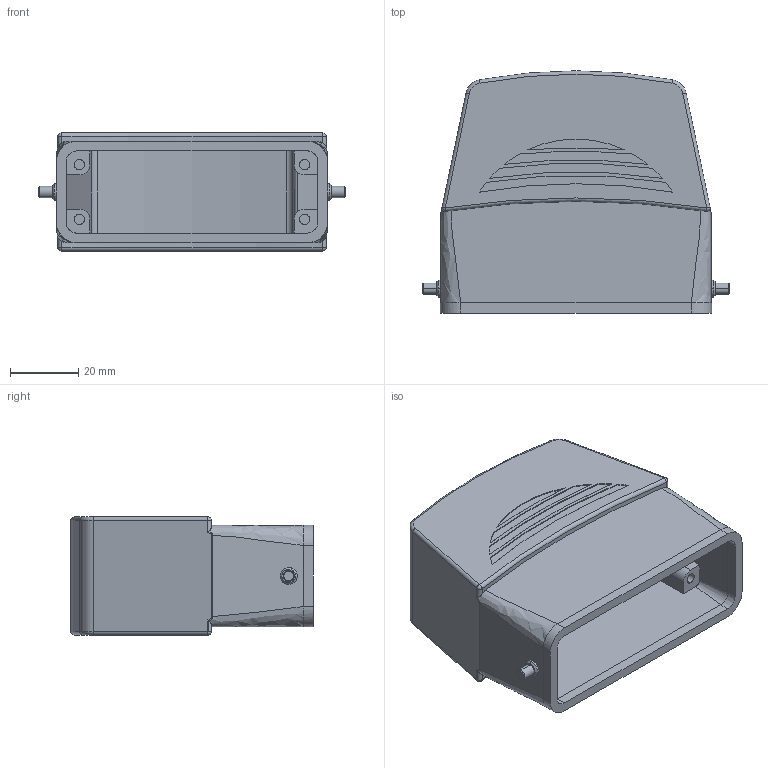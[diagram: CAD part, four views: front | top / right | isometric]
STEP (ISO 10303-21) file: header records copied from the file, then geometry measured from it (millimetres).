
FILE_DESCRIPTION (( 'STEP AP214' ), '1' );
FILE_NAME ('ZP-MC16A-2-SSE16ML.step', '2015-08-12T18:08:46', ( '' ), ( '' ), 'SwSTEP 2.0', 'SolidWorks 2014', '' );
FILE_SCHEMA (( 'AUTOMOTIVE_DESIGN' ));
Length unit declared in the file: millimetre
Products named in the file (1): ZP-MC16A-2-SSE16ML
Bounding box: 90 x 71 x 34.6 mm (x, y, z)
Volume: 59406.8 mm3; surface area: 32970.9 mm2
Topology: 2 solids, 2 shells, 181 faces, 453 edges, 289 vertices
Faces by surface type: cylinder 78, plane 54, bspline 27, cone 8, torus 8, sphere 6
Entity records: 11680 total; most frequent: CARTESIAN_POINT 5954, ORIENTED_EDGE 890, DIRECTION 777, EDGE_CURVE 445, AXIS2_PLACEMENT_3D 308, VERTEX_POINT 285, EDGE_LOOP 202, FACE_OUTER_BOUND 181
